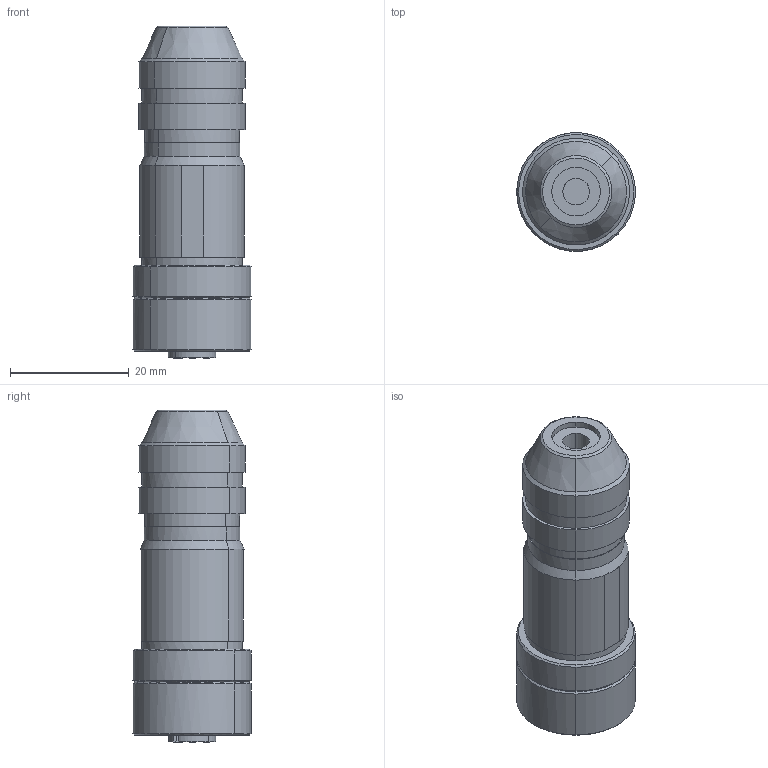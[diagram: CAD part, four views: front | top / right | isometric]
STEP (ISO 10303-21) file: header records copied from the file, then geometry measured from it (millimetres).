
FILE_DESCRIPTION(('CATIA V5 STEP Exchange','CAx-IF Rec.Pracs.--- Model Styling and Organization---1.4--- 2014-01-23'),'2;1');
FILE_NAME ('021466-5_0', '2020-11-10T06:52:04+00:00', ('none'), ('Weidmueller'), 'CATIA Version 5-6 Release 2016 SP3 HF44', 'CATIA V5 STEP AP214', 'none');
FILE_SCHEMA(('AUTOMOTIVE_DESIGN { 1 0 10303 214 1 1 1 1 }'));
Length unit declared in the file: millimetre
Products named in the file (1): 1784740002
Bounding box: 19.96 x 19.96 x 56 mm (x, y, z)
Volume: 12941.6 mm3; surface area: 5060.5 mm2
Topology: 2 solids, 2 shells, 84 faces, 170 edges, 106 vertices
Faces by surface type: cylinder 41, plane 27, cone 16
Entity records: 2738 total; most frequent: CARTESIAN_POINT 1034, ORIENTED_EDGE 340, DIRECTION 298, EDGE_CURVE 170, AXIS2_PLACEMENT_3D 147, VERTEX_POINT 106, EDGE_LOOP 100, ADVANCED_FACE 84
